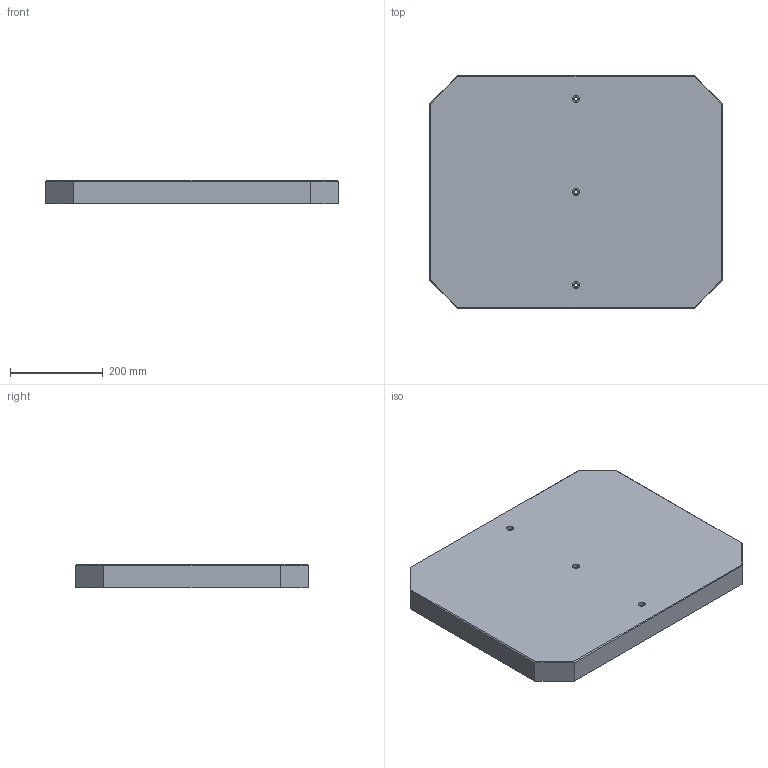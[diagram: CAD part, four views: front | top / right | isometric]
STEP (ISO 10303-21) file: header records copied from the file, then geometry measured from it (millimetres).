
FILE_DESCRIPTION(('STEP AP214'),'1');
FILE_NAME(' ',' ',('TraceParts'),('TraceParts S.A.'),'XStep 1.0',' ',' ');
FILE_SCHEMA(('automotive_design'));
Length unit declared in the file: millimetre
Products named in the file (1): 1
Bounding box: 630 x 500 x 50.2 mm (x, y, z)
Volume: 15418494 mm3; surface area: 727262.5 mm2
Topology: 1 solids, 1 shells, 489 faces, 988 edges, 510 vertices
Faces by surface type: torus 180, cone 180, cylinder 102, plane 27
Entity records: 23978 total; most frequent: DIRECTION 2634, STYLED_ITEM 1988, PRESENTATION_STYLE_ASSIGNMENT 1988, CARTESIAN_POINT 1988, COLOUR_RGB 1988, ORIENTED_EDGE 1976, AXIS2_PLACEMENT_3D 1156, EDGE_CURVE 988
